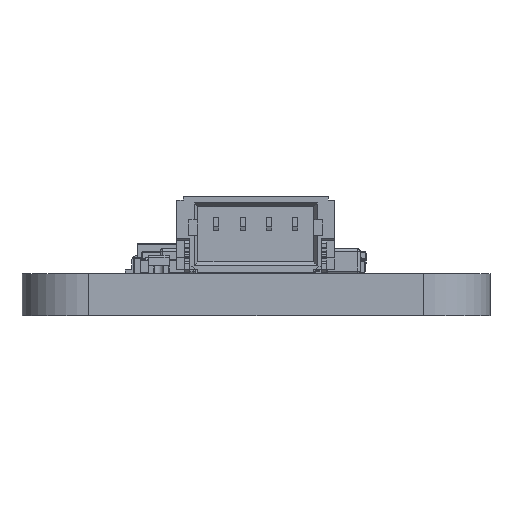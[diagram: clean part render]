
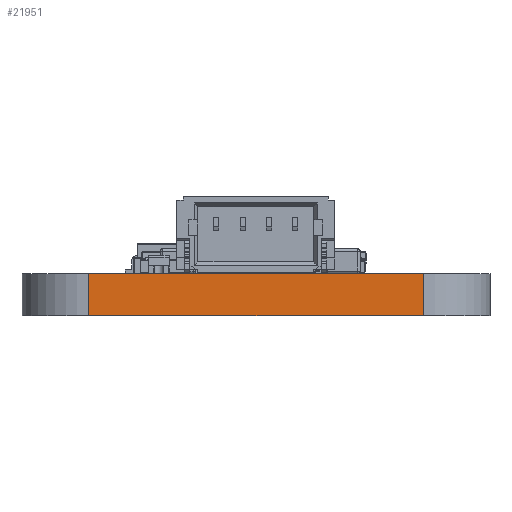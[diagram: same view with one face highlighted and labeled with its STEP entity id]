
A CAD part, left-side view. The second image highlights one B-rep face of the part: STEP entity #21951.
In plain terms, the highlighted planar face has unit normal (-1, 0, 0).
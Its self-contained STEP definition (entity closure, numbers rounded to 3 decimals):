
#945=PLANE('',#23527);
#1786=FACE_OUTER_BOUND('',#3052,.T.);
#3052=EDGE_LOOP('',(#15270,#15271,#15272,#15273));
#4420=LINE('',#31771,#6778);
#4421=LINE('',#31774,#6779);
#4422=LINE('',#31776,#6780);
#4423=LINE('',#31777,#6781);
#6778=VECTOR('',#25633,10.);
#6779=VECTOR('',#25636,10.);
#6780=VECTOR('',#25637,10.);
#6781=VECTOR('',#25638,10.);
#9834=VERTEX_POINT('',#31767);
#9835=VERTEX_POINT('',#31769);
#9836=VERTEX_POINT('',#31773);
#9837=VERTEX_POINT('',#31775);
#11983=EDGE_CURVE('',#9834,#9835,#4420,.T.);
#11984=EDGE_CURVE('',#9836,#9834,#4421,.T.);
#11985=EDGE_CURVE('',#9837,#9835,#4422,.T.);
#11986=EDGE_CURVE('',#9836,#9837,#4423,.T.);
#15270=ORIENTED_EDGE('',*,*,#11984,.T.);
#15271=ORIENTED_EDGE('',*,*,#11983,.T.);
#15272=ORIENTED_EDGE('',*,*,#11985,.F.);
#15273=ORIENTED_EDGE('',*,*,#11986,.F.);
#21951=ADVANCED_FACE('',(#1786),#945,.T.);
#23527=AXIS2_PLACEMENT_3D('',#31772,#25634,#25635);
#25633=DIRECTION('',(0.,0.,1.));
#25634=DIRECTION('center_axis',(-1.,0.,0.));
#25635=DIRECTION('ref_axis',(0.,-1.,0.));
#25636=DIRECTION('',(0.,-1.,0.));
#25637=DIRECTION('',(0.,-1.,0.));
#25638=DIRECTION('',(0.,0.,1.));
#31767=CARTESIAN_POINT('',(-12.7,-6.35,0.));
#31769=CARTESIAN_POINT('',(-12.7,-6.35,1.6));
#31771=CARTESIAN_POINT('',(-12.7,-6.35,0.));
#31772=CARTESIAN_POINT('Origin',(-12.7,6.35,0.));
#31773=CARTESIAN_POINT('',(-12.7,6.35,0.));
#31774=CARTESIAN_POINT('',(-12.7,6.35,0.));
#31775=CARTESIAN_POINT('',(-12.7,6.35,1.6));
#31776=CARTESIAN_POINT('',(-12.7,6.35,1.6));
#31777=CARTESIAN_POINT('',(-12.7,6.35,0.));
